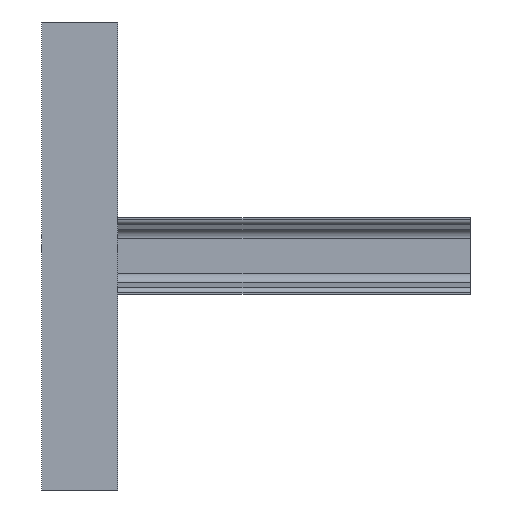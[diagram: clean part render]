
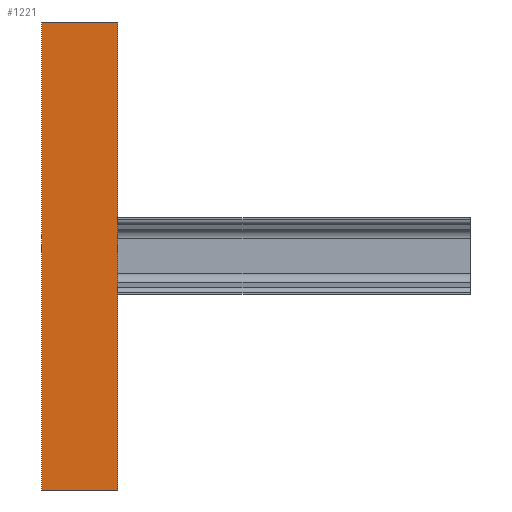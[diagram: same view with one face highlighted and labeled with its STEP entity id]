
A CAD part, left-side view. The second image highlights one B-rep face of the part: STEP entity #1221.
In plain terms, the highlighted planar face has unit normal (-1, 0, 0).
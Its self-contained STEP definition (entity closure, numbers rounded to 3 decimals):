
#32 = CARTESIAN_POINT ( 'NONE',  ( 0., 32.5, 200. ) ) ;
#35 = DIRECTION ( 'NONE',  ( 0., -1., 0. ) ) ;
#110 = EDGE_CURVE ( 'NONE', #1558, #1048, #682, .T. ) ;
#129 = VECTOR ( 'NONE', #35, 1000. ) ;
#177 = CARTESIAN_POINT ( 'NONE',  ( 0., 32.5, 200. ) ) ;
#190 = VERTEX_POINT ( 'NONE', #412 ) ;
#306 = DIRECTION ( 'NONE',  ( 0., 0., -1. ) ) ;
#312 = DIRECTION ( 'NONE',  ( 0., 0., -1. ) ) ;
#329 = CARTESIAN_POINT ( 'NONE',  ( 0., -32.5, 200. ) ) ;
#365 = VECTOR ( 'NONE', #1327, 1000. ) ;
#398 = DIRECTION ( 'NONE',  ( 0., 0., -1. ) ) ;
#412 = CARTESIAN_POINT ( 'NONE',  ( 0., 32.5, 200. ) ) ;
#423 = LINE ( 'NONE', #32, #1346 ) ;
#487 = CARTESIAN_POINT ( 'NONE',  ( 0., 32.5, -200. ) ) ;
#491 = CARTESIAN_POINT ( 'NONE',  ( 0., 32.5, -200. ) ) ;
#540 = DIRECTION ( 'NONE',  ( 1., 0., 0. ) ) ;
#551 = FACE_OUTER_BOUND ( 'NONE', #562, .T. ) ;
#562 = EDGE_LOOP ( 'NONE', ( #1370, #719, #1351, #1191 ) ) ;
#628 = VERTEX_POINT ( 'NONE', #487 ) ;
#634 = LINE ( 'NONE', #491, #129 ) ;
#644 = VECTOR ( 'NONE', #398, 1000. ) ;
#682 = LINE ( 'NONE', #329, #644 ) ;
#694 = PLANE ( 'NONE',  #1532 ) ;
#719 = ORIENTED_EDGE ( 'NONE', *, *, #110, .F. ) ;
#798 = LINE ( 'NONE', #1551, #365 ) ;
#843 = EDGE_CURVE ( 'NONE', #190, #628, #423, .T. ) ;
#1048 = VERTEX_POINT ( 'NONE', #1190 ) ;
#1127 = EDGE_CURVE ( 'NONE', #628, #1048, #634, .T. ) ;
#1190 = CARTESIAN_POINT ( 'NONE',  ( 0., -32.5, -200. ) ) ;
#1191 = ORIENTED_EDGE ( 'NONE', *, *, #843, .T. ) ;
#1221 = ADVANCED_FACE ( 'NONE', ( #551 ), #694, .F. ) ;
#1327 = DIRECTION ( 'NONE',  ( 0., -1., 0. ) ) ;
#1340 = EDGE_CURVE ( 'NONE', #190, #1558, #798, .T. ) ;
#1346 = VECTOR ( 'NONE', #306, 1000. ) ;
#1351 = ORIENTED_EDGE ( 'NONE', *, *, #1340, .F. ) ;
#1370 = ORIENTED_EDGE ( 'NONE', *, *, #1127, .T. ) ;
#1421 = CARTESIAN_POINT ( 'NONE',  ( 0., -32.5, 200. ) ) ;
#1532 = AXIS2_PLACEMENT_3D ( 'NONE', #177, #540, #312 ) ;
#1551 = CARTESIAN_POINT ( 'NONE',  ( 0., 32.5, 200. ) ) ;
#1558 = VERTEX_POINT ( 'NONE', #1421 ) ;
